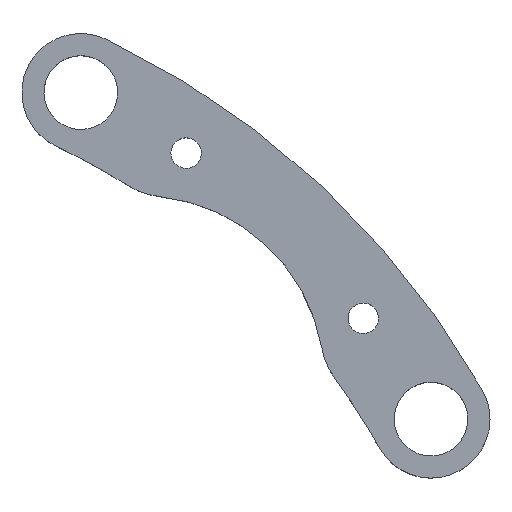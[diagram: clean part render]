
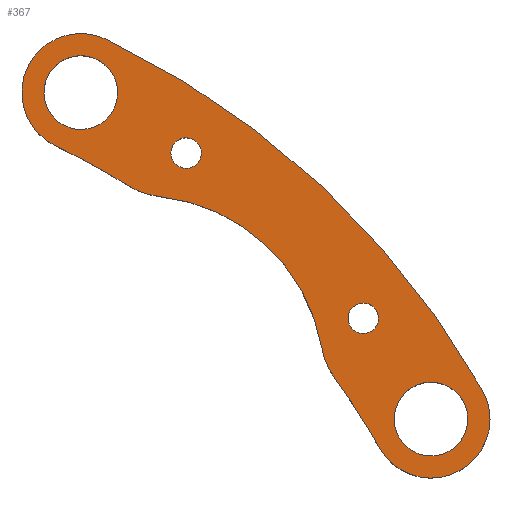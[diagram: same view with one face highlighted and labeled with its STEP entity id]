
A CAD part, top view. The second image highlights one B-rep face of the part: STEP entity #367.
In plain terms, the highlighted planar face has unit normal (0, 0, 1).
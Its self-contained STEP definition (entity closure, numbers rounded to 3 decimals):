
#57=CARTESIAN_POINT('Axis2P3D Location',(84.808,66.87,17.)) ;
#61=CARTESIAN_POINT('Vertex',(86.622,65.879,17.)) ;
#63=CARTESIAN_POINT('Vertex',(82.994,67.861,17.)) ;
#92=CARTESIAN_POINT('Axis2P3D Location',(84.808,66.87,17.)) ;
#114=CARTESIAN_POINT('Axis2P3D Location',(93.992,53.193,17.)) ;
#118=CARTESIAN_POINT('Vertex',(89.604,55.59,17.)) ;
#120=CARTESIAN_POINT('Vertex',(98.38,50.796,17.)) ;
#149=CARTESIAN_POINT('Axis2P3D Location',(93.992,53.193,17.)) ;
#171=CARTESIAN_POINT('Axis2P3D Location',(46.495,97.479,17.)) ;
#175=CARTESIAN_POINT('Vertex',(50.883,95.082,17.)) ;
#177=CARTESIAN_POINT('Vertex',(42.107,99.876,17.)) ;
#206=CARTESIAN_POINT('Axis2P3D Location',(46.495,97.479,17.)) ;
#228=CARTESIAN_POINT('Axis2P3D Location',(60.78,89.274,17.)) ;
#232=CARTESIAN_POINT('Vertex',(62.594,88.283,17.)) ;
#234=CARTESIAN_POINT('Vertex',(58.966,90.265,17.)) ;
#263=CARTESIAN_POINT('Axis2P3D Location',(60.78,89.274,17.)) ;
#280=CARTESIAN_POINT('Axis2P3D Location',(0.,0.,17.)) ;
#285=CARTESIAN_POINT('Axis2P3D Location',(54.556,58.512,17.)) ;
#289=CARTESIAN_POINT('Vertex',(79.173,62.874,17.)) ;
#291=CARTESIAN_POINT('Vertex',(57.188,83.373,17.)) ;
#294=CARTESIAN_POINT('Axis2P3D Location',(89.019,64.618,17.)) ;
#298=CARTESIAN_POINT('Vertex',(80.927,58.744,17.)) ;
#301=CARTESIAN_POINT('Axis2P3D Location',(0.,0.,17.)) ;
#305=CARTESIAN_POINT('Vertex',(87.03,49.253,17.)) ;
#308=CARTESIAN_POINT('Axis2P3D Location',(93.992,53.193,17.)) ;
#312=CARTESIAN_POINT('Vertex',(100.954,57.133,17.)) ;
#315=CARTESIAN_POINT('Axis2P3D Location',(0.,0.,17.)) ;
#319=CARTESIAN_POINT('Vertex',(49.939,104.7,17.)) ;
#322=CARTESIAN_POINT('Axis2P3D Location',(46.495,97.479,17.)) ;
#326=CARTESIAN_POINT('Vertex',(43.051,90.259,17.)) ;
#329=CARTESIAN_POINT('Axis2P3D Location',(0.,0.,17.)) ;
#333=CARTESIAN_POINT('Vertex',(52.945,84.834,17.)) ;
#336=CARTESIAN_POINT('Axis2P3D Location',(58.24,93.317,17.)) ;
#58=DIRECTION('Axis2P3D Direction',(0.,-0.,-1.)) ;
#93=DIRECTION('Axis2P3D Direction',(0.,-0.,-1.)) ;
#115=DIRECTION('Axis2P3D Direction',(0.,-0.,-1.)) ;
#150=DIRECTION('Axis2P3D Direction',(0.,-0.,-1.)) ;
#172=DIRECTION('Axis2P3D Direction',(0.,0.,-1.)) ;
#207=DIRECTION('Axis2P3D Direction',(0.,0.,-1.)) ;
#229=DIRECTION('Axis2P3D Direction',(0.,0.,-1.)) ;
#264=DIRECTION('Axis2P3D Direction',(0.,0.,-1.)) ;
#281=DIRECTION('Axis2P3D Direction',(0.,0.,1.)) ;
#282=DIRECTION('Axis2P3D XDirection',(1.,0.,0.)) ;
#286=DIRECTION('Axis2P3D Direction',(0.,0.,1.)) ;
#295=DIRECTION('Axis2P3D Direction',(0.,0.,1.)) ;
#302=DIRECTION('Axis2P3D Direction',(0.,0.,1.)) ;
#309=DIRECTION('Axis2P3D Direction',(0.,0.,1.)) ;
#316=DIRECTION('Axis2P3D Direction',(0.,0.,1.)) ;
#323=DIRECTION('Axis2P3D Direction',(0.,0.,1.)) ;
#330=DIRECTION('Axis2P3D Direction',(0.,0.,1.)) ;
#337=DIRECTION('Axis2P3D Direction',(0.,0.,1.)) ;
#59=AXIS2_PLACEMENT_3D('Circle Axis2P3D',#57,#58,$) ;
#94=AXIS2_PLACEMENT_3D('Circle Axis2P3D',#92,#93,$) ;
#116=AXIS2_PLACEMENT_3D('Circle Axis2P3D',#114,#115,$) ;
#151=AXIS2_PLACEMENT_3D('Circle Axis2P3D',#149,#150,$) ;
#173=AXIS2_PLACEMENT_3D('Circle Axis2P3D',#171,#172,$) ;
#208=AXIS2_PLACEMENT_3D('Circle Axis2P3D',#206,#207,$) ;
#230=AXIS2_PLACEMENT_3D('Circle Axis2P3D',#228,#229,$) ;
#265=AXIS2_PLACEMENT_3D('Circle Axis2P3D',#263,#264,$) ;
#283=AXIS2_PLACEMENT_3D('Plane Axis2P3D',#280,#281,#282) ;
#287=AXIS2_PLACEMENT_3D('Circle Axis2P3D',#285,#286,$) ;
#296=AXIS2_PLACEMENT_3D('Circle Axis2P3D',#294,#295,$) ;
#303=AXIS2_PLACEMENT_3D('Circle Axis2P3D',#301,#302,$) ;
#310=AXIS2_PLACEMENT_3D('Circle Axis2P3D',#308,#309,$) ;
#317=AXIS2_PLACEMENT_3D('Circle Axis2P3D',#315,#316,$) ;
#324=AXIS2_PLACEMENT_3D('Circle Axis2P3D',#322,#323,$) ;
#331=AXIS2_PLACEMENT_3D('Circle Axis2P3D',#329,#330,$) ;
#338=AXIS2_PLACEMENT_3D('Circle Axis2P3D',#336,#337,$) ;
#342=ORIENTED_EDGE('',*,*,#293,.F.) ;
#343=ORIENTED_EDGE('',*,*,#300,.F.) ;
#344=ORIENTED_EDGE('',*,*,#307,.T.) ;
#345=ORIENTED_EDGE('',*,*,#314,.T.) ;
#346=ORIENTED_EDGE('',*,*,#321,.T.) ;
#347=ORIENTED_EDGE('',*,*,#328,.T.) ;
#348=ORIENTED_EDGE('',*,*,#335,.T.) ;
#349=ORIENTED_EDGE('',*,*,#340,.F.) ;
#352=ORIENTED_EDGE('',*,*,#236,.F.) ;
#353=ORIENTED_EDGE('',*,*,#267,.F.) ;
#356=ORIENTED_EDGE('',*,*,#96,.F.) ;
#357=ORIENTED_EDGE('',*,*,#65,.F.) ;
#360=ORIENTED_EDGE('',*,*,#179,.F.) ;
#361=ORIENTED_EDGE('',*,*,#210,.F.) ;
#364=ORIENTED_EDGE('',*,*,#122,.F.) ;
#365=ORIENTED_EDGE('',*,*,#153,.F.) ;
#354=FACE_BOUND('',#351,.T.) ;
#358=FACE_BOUND('',#355,.T.) ;
#362=FACE_BOUND('',#359,.T.) ;
#366=FACE_BOUND('',#363,.T.) ;
#367=ADVANCED_FACE('Haricot_Sup_Taraude',(#350,#354,#358,#362,#366),#284,.T.) ;
#60=CIRCLE('generated circle',#59,2.067) ;
#95=CIRCLE('generated circle',#94,2.067) ;
#117=CIRCLE('generated circle',#116,5.) ;
#152=CIRCLE('generated circle',#151,5.) ;
#174=CIRCLE('generated circle',#173,5.) ;
#209=CIRCLE('generated circle',#208,5.) ;
#231=CIRCLE('generated circle',#230,2.067) ;
#266=CIRCLE('generated circle',#265,2.067) ;
#288=CIRCLE('generated circle',#287,25.) ;
#297=CIRCLE('generated circle',#296,10.) ;
#304=CIRCLE('generated circle',#303,100.) ;
#311=CIRCLE('generated circle',#310,8.) ;
#318=CIRCLE('generated circle',#317,116.) ;
#325=CIRCLE('generated circle',#324,8.) ;
#332=CIRCLE('generated circle',#331,100.) ;
#339=CIRCLE('generated circle',#338,10.) ;
#65=EDGE_CURVE('',#62,#64,#60,.F.) ;
#96=EDGE_CURVE('',#64,#62,#95,.F.) ;
#122=EDGE_CURVE('',#119,#121,#117,.F.) ;
#153=EDGE_CURVE('',#121,#119,#152,.F.) ;
#179=EDGE_CURVE('',#176,#178,#174,.F.) ;
#210=EDGE_CURVE('',#178,#176,#209,.F.) ;
#236=EDGE_CURVE('',#233,#235,#231,.F.) ;
#267=EDGE_CURVE('',#235,#233,#266,.F.) ;
#293=EDGE_CURVE('',#290,#292,#288,.T.) ;
#300=EDGE_CURVE('',#299,#290,#297,.F.) ;
#307=EDGE_CURVE('',#299,#306,#304,.F.) ;
#314=EDGE_CURVE('',#306,#313,#311,.T.) ;
#321=EDGE_CURVE('',#313,#320,#318,.T.) ;
#328=EDGE_CURVE('',#320,#327,#325,.T.) ;
#335=EDGE_CURVE('',#327,#334,#332,.F.) ;
#340=EDGE_CURVE('',#292,#334,#339,.F.) ;
#341=EDGE_LOOP('',(#342,#343,#344,#345,#346,#347,#348,#349)) ;
#351=EDGE_LOOP('',(#352,#353)) ;
#355=EDGE_LOOP('',(#356,#357)) ;
#359=EDGE_LOOP('',(#360,#361)) ;
#363=EDGE_LOOP('',(#364,#365)) ;
#350=FACE_OUTER_BOUND('',#341,.T.) ;
#284=PLANE('Plane',#283) ;
#62=VERTEX_POINT('',#61) ;
#64=VERTEX_POINT('',#63) ;
#119=VERTEX_POINT('',#118) ;
#121=VERTEX_POINT('',#120) ;
#176=VERTEX_POINT('',#175) ;
#178=VERTEX_POINT('',#177) ;
#233=VERTEX_POINT('',#232) ;
#235=VERTEX_POINT('',#234) ;
#290=VERTEX_POINT('',#289) ;
#292=VERTEX_POINT('',#291) ;
#299=VERTEX_POINT('',#298) ;
#306=VERTEX_POINT('',#305) ;
#313=VERTEX_POINT('',#312) ;
#320=VERTEX_POINT('',#319) ;
#327=VERTEX_POINT('',#326) ;
#334=VERTEX_POINT('',#333) ;
